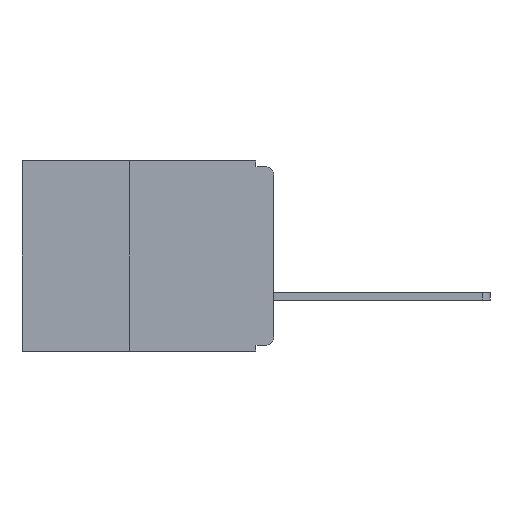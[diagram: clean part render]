
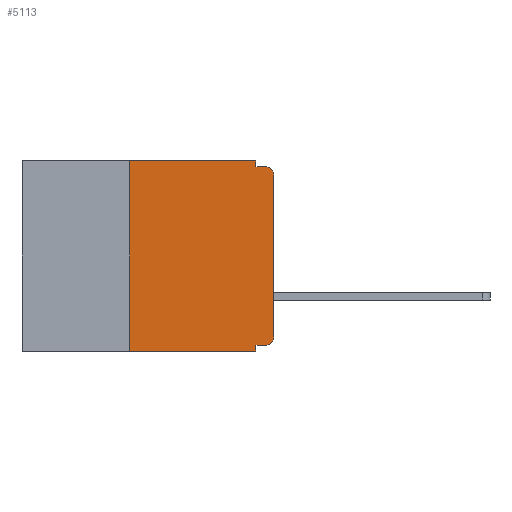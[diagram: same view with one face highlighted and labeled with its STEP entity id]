
A CAD part, left-side view. The second image highlights one B-rep face of the part: STEP entity #5113.
In plain terms, the highlighted planar face has unit normal (-1, 0, 0).
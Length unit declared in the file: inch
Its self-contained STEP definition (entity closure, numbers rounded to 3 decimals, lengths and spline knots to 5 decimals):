
#218 = DIRECTION ( 'NONE',  ( 0., 0., -1. ) ) ;
#238 = VECTOR ( 'NONE', #218, 39.37008 ) ;
#358 = LINE ( 'NONE', #594, #238 ) ;
#594 = CARTESIAN_POINT ( 'NONE',  ( 0., 0.031, 0. ) ) ;
#600 = CARTESIAN_POINT ( 'NONE',  ( 0., 0.437, 0. ) ) ;
#624 = PLANE ( 'NONE',  #16971 ) ;
#796 = VERTEX_POINT ( 'NONE', #18625 ) ;
#1395 = VERTEX_POINT ( 'NONE', #17230 ) ;
#1400 = VECTOR ( 'NONE', #16806, 39.37008 ) ;
#1446 = CIRCLE ( 'NONE', #8208, 0.015 ) ;
#1592 = LINE ( 'NONE', #18674, #1400 ) ;
#2021 = VERTEX_POINT ( 'NONE', #9084 ) ;
#2219 = EDGE_CURVE ( 'NONE', #796, #6573, #9727, .T. ) ;
#2443 = CARTESIAN_POINT ( 'NONE',  ( 0., 0., -0.01 ) ) ;
#2645 = DIRECTION ( 'NONE',  ( 0., -1., 0. ) ) ;
#2716 = VERTEX_POINT ( 'NONE', #15234 ) ;
#3039 = EDGE_CURVE ( 'NONE', #796, #1395, #16532, .T. ) ;
#3067 = VERTEX_POINT ( 'NONE', #8202 ) ;
#3753 = ORIENTED_EDGE ( 'NONE', *, *, #12474, .F. ) ;
#4270 = VERTEX_POINT ( 'NONE', #6576 ) ;
#4844 = VECTOR ( 'NONE', #2645, 39.37008 ) ;
#4985 = LINE ( 'NONE', #2443, #4844 ) ;
#5113 = ADVANCED_FACE ( 'NONE', ( #15133 ), #624, .F. ) ;
#5137 = ORIENTED_EDGE ( 'NONE', *, *, #3039, .T. ) ;
#5203 = CARTESIAN_POINT ( 'NONE',  ( 0., 0.031, 0. ) ) ;
#5267 = VECTOR ( 'NONE', #14496, 39.37008 ) ;
#5500 = AXIS2_PLACEMENT_3D ( 'NONE', #16056, #18807, #18742 ) ;
#5636 = LINE ( 'NONE', #18184, #5267 ) ;
#6170 = ORIENTED_EDGE ( 'NONE', *, *, #11504, .F. ) ;
#6573 = VERTEX_POINT ( 'NONE', #19006 ) ;
#6576 = CARTESIAN_POINT ( 'NONE',  ( 0., 0.031, -0.01 ) ) ;
#6971 = VERTEX_POINT ( 'NONE', #5203 ) ;
#7093 = EDGE_LOOP ( 'NONE', ( #13806, #15712, #17213, #18835, #3753, #11018, #9513, #6170, #8427, #5137 ) ) ;
#7561 = EDGE_CURVE ( 'NONE', #4270, #3067, #4985, .T. ) ;
#8202 = CARTESIAN_POINT ( 'NONE',  ( 0., 0.015, -0.01 ) ) ;
#8208 = AXIS2_PLACEMENT_3D ( 'NONE', #19101, #19004, #18818 ) ;
#8427 = ORIENTED_EDGE ( 'NONE', *, *, #2219, .F. ) ;
#8603 = EDGE_CURVE ( 'NONE', #6971, #4270, #358, .T. ) ;
#8795 = VECTOR ( 'NONE', #13009, 39.37008 ) ;
#9084 = CARTESIAN_POINT ( 'NONE',  ( 0., 0., -0.025 ) ) ;
#9382 = EDGE_CURVE ( 'NONE', #1395, #2021, #1592, .T. ) ;
#9513 = ORIENTED_EDGE ( 'NONE', *, *, #11173, .T. ) ;
#9727 = LINE ( 'NONE', #15551, #8795 ) ;
#10258 = VERTEX_POINT ( 'NONE', #16566 ) ;
#10279 = EDGE_CURVE ( 'NONE', #10258, #16200, #16679, .T. ) ;
#10643 = VECTOR ( 'NONE', #11679, 39.37008 ) ;
#10717 = LINE ( 'NONE', #11526, #10643 ) ;
#11018 = ORIENTED_EDGE ( 'NONE', *, *, #10279, .F. ) ;
#11173 = EDGE_CURVE ( 'NONE', #10258, #2716, #13051, .T. ) ;
#11504 = EDGE_CURVE ( 'NONE', #6573, #2716, #10717, .T. ) ;
#11526 = CARTESIAN_POINT ( 'NONE',  ( 0., 0.031, -0.33 ) ) ;
#11679 = DIRECTION ( 'NONE',  ( 0., 0., -1. ) ) ;
#12474 = EDGE_CURVE ( 'NONE', #16200, #6971, #5636, .T. ) ;
#13009 = DIRECTION ( 'NONE',  ( 0., 1., 0. ) ) ;
#13044 = EDGE_CURVE ( 'NONE', #2021, #3067, #1446, .T. ) ;
#13051 = LINE ( 'NONE', #18083, #13257 ) ;
#13257 = VECTOR ( 'NONE', #18066, 39.37008 ) ;
#13806 = ORIENTED_EDGE ( 'NONE', *, *, #9382, .T. ) ;
#14496 = DIRECTION ( 'NONE',  ( 0., -1., 0. ) ) ;
#15133 = FACE_OUTER_BOUND ( 'NONE', #7093, .T. ) ;
#15234 = CARTESIAN_POINT ( 'NONE',  ( 0., 0.031, -0.33 ) ) ;
#15551 = CARTESIAN_POINT ( 'NONE',  ( 0., 0., -0.32 ) ) ;
#15712 = ORIENTED_EDGE ( 'NONE', *, *, #13044, .T. ) ;
#15826 = CARTESIAN_POINT ( 'NONE',  ( 0., 0.25, -0.33 ) ) ;
#15915 = DIRECTION ( 'NONE',  ( 0., 0., 1. ) ) ;
#16056 = CARTESIAN_POINT ( 'NONE',  ( 0., 0.015, -0.305 ) ) ;
#16200 = VERTEX_POINT ( 'NONE', #19125 ) ;
#16532 = CIRCLE ( 'NONE', #5500, 0.015 ) ;
#16566 = CARTESIAN_POINT ( 'NONE',  ( 0., 0.25, -0.33 ) ) ;
#16670 = VECTOR ( 'NONE', #15915, 39.37008 ) ;
#16679 = LINE ( 'NONE', #15826, #16670 ) ;
#16806 = DIRECTION ( 'NONE',  ( 0., 0., 1. ) ) ;
#16971 = AXIS2_PLACEMENT_3D ( 'NONE', #600, #18517, #18205 ) ;
#17213 = ORIENTED_EDGE ( 'NONE', *, *, #7561, .F. ) ;
#17230 = CARTESIAN_POINT ( 'NONE',  ( 0., 0., -0.305 ) ) ;
#18066 = DIRECTION ( 'NONE',  ( 0., -1., 0. ) ) ;
#18083 = CARTESIAN_POINT ( 'NONE',  ( 0., 0.437, -0.33 ) ) ;
#18184 = CARTESIAN_POINT ( 'NONE',  ( 0., 0.437, 0. ) ) ;
#18205 = DIRECTION ( 'NONE',  ( 0., 0., -1. ) ) ;
#18517 = DIRECTION ( 'NONE',  ( 1., 0., 0. ) ) ;
#18625 = CARTESIAN_POINT ( 'NONE',  ( 0., 0.015, -0.32 ) ) ;
#18674 = CARTESIAN_POINT ( 'NONE',  ( 0., 0., 0. ) ) ;
#18742 = DIRECTION ( 'NONE',  ( 0., 0., -1. ) ) ;
#18807 = DIRECTION ( 'NONE',  ( -1., 0., 0. ) ) ;
#18818 = DIRECTION ( 'NONE',  ( 0., 0., -1. ) ) ;
#18835 = ORIENTED_EDGE ( 'NONE', *, *, #8603, .F. ) ;
#19004 = DIRECTION ( 'NONE',  ( -1., 0., 0. ) ) ;
#19006 = CARTESIAN_POINT ( 'NONE',  ( 0., 0.031, -0.32 ) ) ;
#19101 = CARTESIAN_POINT ( 'NONE',  ( 0., 0.015, -0.025 ) ) ;
#19125 = CARTESIAN_POINT ( 'NONE',  ( 0., 0.25, 0. ) ) ;
